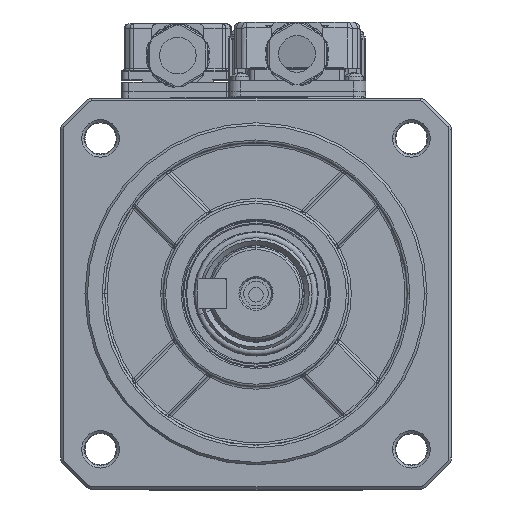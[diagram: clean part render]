
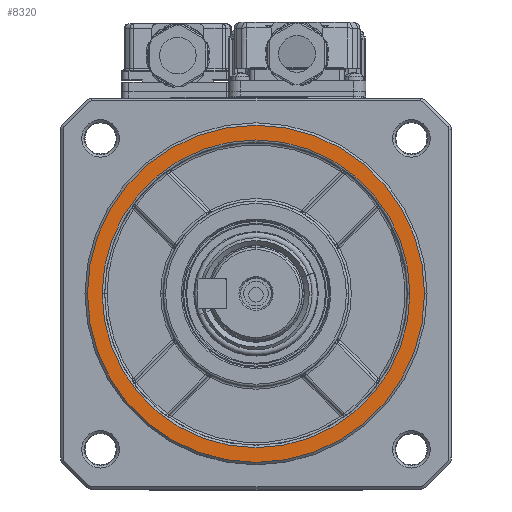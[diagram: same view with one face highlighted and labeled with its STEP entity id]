
A CAD part, top view. The second image highlights one B-rep face of the part: STEP entity #8320.
In plain terms, the highlighted planar face has unit normal (0, 0, 1).
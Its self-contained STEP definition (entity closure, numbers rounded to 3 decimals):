
#6128 = DIRECTION ( 'NONE',  ( 1., 0., 0. ) ) ;
#6227 = AXIS2_PLACEMENT_3D ( 'NONE', #11010, #65370, #16967 ) ;
#8320 = ADVANCED_FACE ( 'NONE', ( #48442, #22298 ), #43838, .F. ) ;
#8785 = CARTESIAN_POINT ( 'NONE',  ( -31.491, 0., 0. ) ) ;
#9844 = CARTESIAN_POINT ( 'NONE',  ( 0., 0., 0. ) ) ;
#11010 = CARTESIAN_POINT ( 'NONE',  ( 0., 31., 0. ) ) ;
#11089 = DIRECTION ( 'NONE',  ( 0., 0., 1. ) ) ;
#12623 = AXIS2_PLACEMENT_3D ( 'NONE', #25815, #31460, #51949 ) ;
#15506 = CIRCLE ( 'NONE', #16628, 34.5 ) ;
#16628 = AXIS2_PLACEMENT_3D ( 'NONE', #54490, #11089, #6128 ) ;
#16967 = DIRECTION ( 'NONE',  ( -1., 0., 0. ) ) ;
#22298 = FACE_OUTER_BOUND ( 'NONE', #44415, .T. ) ;
#23668 = CARTESIAN_POINT ( 'NONE',  ( 0., 0., 0. ) ) ;
#25035 = DIRECTION ( 'NONE',  ( -1., 0., 0. ) ) ;
#25815 = CARTESIAN_POINT ( 'NONE',  ( 0., 0., 0. ) ) ;
#27473 = CARTESIAN_POINT ( 'NONE',  ( 31.491, 0., 0. ) ) ;
#30673 = DIRECTION ( 'NONE',  ( 0., 0., -1. ) ) ;
#31391 = DIRECTION ( 'NONE',  ( -1., 0., 0. ) ) ;
#31460 = DIRECTION ( 'NONE',  ( 0., 0., 1. ) ) ;
#34060 = CIRCLE ( 'NONE', #50942, 31.491 ) ;
#34941 = VERTEX_POINT ( 'NONE', #27473 ) ;
#36542 = ORIENTED_EDGE ( 'NONE', *, *, #55039, .T. ) ;
#36897 = VERTEX_POINT ( 'NONE', #8785 ) ;
#37340 = EDGE_CURVE ( 'NONE', #36897, #34941, #46707, .T. ) ;
#37951 = VERTEX_POINT ( 'NONE', #38947 ) ;
#38947 = CARTESIAN_POINT ( 'NONE',  ( -34.5, 0., 0. ) ) ;
#39896 = ORIENTED_EDGE ( 'NONE', *, *, #56566, .T. ) ;
#42340 = DIRECTION ( 'NONE',  ( 0., 0., -1. ) ) ;
#43838 = PLANE ( 'NONE',  #6227 ) ;
#44415 = EDGE_LOOP ( 'NONE', ( #36542, #67673 ) ) ;
#46707 = CIRCLE ( 'NONE', #55725, 31.491 ) ;
#48442 = FACE_BOUND ( 'NONE', #52920, .T. ) ;
#50942 = AXIS2_PLACEMENT_3D ( 'NONE', #9844, #42340, #31391 ) ;
#51910 = CARTESIAN_POINT ( 'NONE',  ( 34.5, 0., 0. ) ) ;
#51949 = DIRECTION ( 'NONE',  ( 1., 0., 0. ) ) ;
#52920 = EDGE_LOOP ( 'NONE', ( #58419, #39896 ) ) ;
#54490 = CARTESIAN_POINT ( 'NONE',  ( 0., 0., 0. ) ) ;
#55039 = EDGE_CURVE ( 'NONE', #37951, #58831, #58848, .T. ) ;
#55725 = AXIS2_PLACEMENT_3D ( 'NONE', #23668, #30673, #25035 ) ;
#56566 = EDGE_CURVE ( 'NONE', #34941, #36897, #34060, .T. ) ;
#58419 = ORIENTED_EDGE ( 'NONE', *, *, #37340, .T. ) ;
#58831 = VERTEX_POINT ( 'NONE', #51910 ) ;
#58848 = CIRCLE ( 'NONE', #12623, 34.5 ) ;
#65159 = EDGE_CURVE ( 'NONE', #58831, #37951, #15506, .T. ) ;
#65370 = DIRECTION ( 'NONE',  ( 0., 0., -1. ) ) ;
#67673 = ORIENTED_EDGE ( 'NONE', *, *, #65159, .T. ) ;
